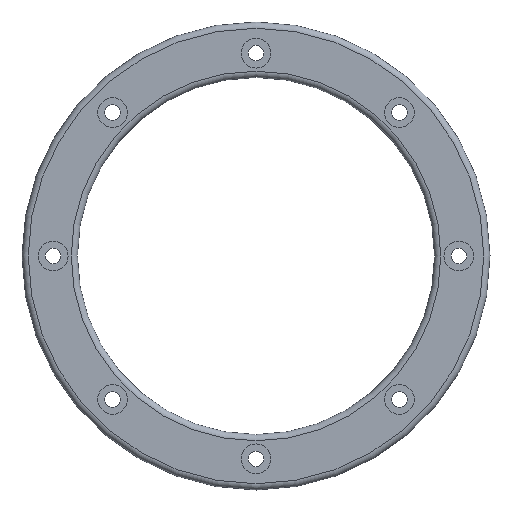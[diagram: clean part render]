
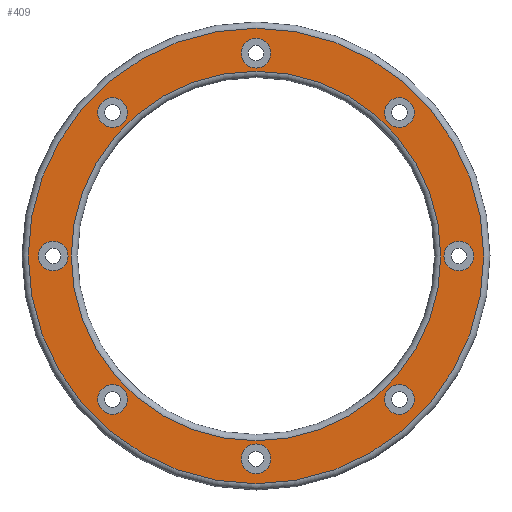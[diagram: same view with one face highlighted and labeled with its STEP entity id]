
A CAD part, left-side view. The second image highlights one B-rep face of the part: STEP entity #409.
In plain terms, the highlighted planar face has unit normal (-1, 0, 0).
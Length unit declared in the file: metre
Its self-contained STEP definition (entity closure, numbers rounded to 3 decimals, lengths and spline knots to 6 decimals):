
#16=PLANE('',#468);
#43=ORIENTED_EDGE('',*,*,#119,.T.);
#44=ORIENTED_EDGE('',*,*,#120,.T.);
#45=ORIENTED_EDGE('',*,*,#121,.T.);
#46=ORIENTED_EDGE('',*,*,#122,.T.);
#47=ORIENTED_EDGE('',*,*,#123,.T.);
#48=ORIENTED_EDGE('',*,*,#124,.T.);
#49=ORIENTED_EDGE('',*,*,#125,.T.);
#50=ORIENTED_EDGE('',*,*,#126,.T.);
#51=ORIENTED_EDGE('',*,*,#127,.T.);
#52=ORIENTED_EDGE('',*,*,#128,.T.);
#119=EDGE_CURVE('',#159,#159,#199,.T.);
#120=EDGE_CURVE('',#160,#160,#200,.F.);
#121=EDGE_CURVE('',#161,#161,#201,.T.);
#122=EDGE_CURVE('',#162,#162,#202,.T.);
#123=EDGE_CURVE('',#163,#163,#203,.T.);
#124=EDGE_CURVE('',#164,#164,#204,.T.);
#125=EDGE_CURVE('',#165,#165,#205,.T.);
#126=EDGE_CURVE('',#166,#166,#206,.T.);
#127=EDGE_CURVE('',#167,#167,#207,.T.);
#128=EDGE_CURVE('',#168,#168,#208,.T.);
#159=VERTEX_POINT('',#703);
#160=VERTEX_POINT('',#705);
#161=VERTEX_POINT('',#707);
#162=VERTEX_POINT('',#709);
#163=VERTEX_POINT('',#711);
#164=VERTEX_POINT('',#713);
#165=VERTEX_POINT('',#715);
#166=VERTEX_POINT('',#717);
#167=VERTEX_POINT('',#719);
#168=VERTEX_POINT('',#721);
#199=CIRCLE('',#469,0.059226);
#200=CIRCLE('',#470,0.073);
#201=CIRCLE('',#471,0.004763);
#202=CIRCLE('',#472,0.004763);
#203=CIRCLE('',#473,0.004763);
#204=CIRCLE('',#474,0.004763);
#205=CIRCLE('',#475,0.004763);
#206=CIRCLE('',#476,0.004763);
#207=CIRCLE('',#477,0.004763);
#208=CIRCLE('',#478,0.004763);
#243=EDGE_LOOP('',(#43));
#244=EDGE_LOOP('',(#44));
#245=EDGE_LOOP('',(#45));
#246=EDGE_LOOP('',(#46));
#247=EDGE_LOOP('',(#47));
#248=EDGE_LOOP('',(#48));
#249=EDGE_LOOP('',(#49));
#250=EDGE_LOOP('',(#50));
#251=EDGE_LOOP('',(#51));
#252=EDGE_LOOP('',(#52));
#323=FACE_BOUND('',#243,.T.);
#324=FACE_BOUND('',#244,.T.);
#325=FACE_BOUND('',#245,.T.);
#326=FACE_BOUND('',#246,.T.);
#327=FACE_BOUND('',#247,.T.);
#328=FACE_BOUND('',#248,.T.);
#329=FACE_BOUND('',#249,.T.);
#330=FACE_BOUND('',#250,.T.);
#331=FACE_BOUND('',#251,.T.);
#332=FACE_BOUND('',#252,.T.);
#409=ADVANCED_FACE('',(#323,#324,#325,#326,#327,#328,#329,#330,#331,#332),
#16,.F.);
#468=AXIS2_PLACEMENT_3D('',#701,#561,#562);
#469=AXIS2_PLACEMENT_3D('',#702,#563,#564);
#470=AXIS2_PLACEMENT_3D('',#704,#565,#566);
#471=AXIS2_PLACEMENT_3D('',#706,#567,#568);
#472=AXIS2_PLACEMENT_3D('',#708,#569,#570);
#473=AXIS2_PLACEMENT_3D('',#710,#571,#572);
#474=AXIS2_PLACEMENT_3D('',#712,#573,#574);
#475=AXIS2_PLACEMENT_3D('',#714,#575,#576);
#476=AXIS2_PLACEMENT_3D('',#716,#577,#578);
#477=AXIS2_PLACEMENT_3D('',#718,#579,#580);
#478=AXIS2_PLACEMENT_3D('',#720,#581,#582);
#561=DIRECTION('',(1.,0.,0.));
#562=DIRECTION('',(0.,1.,0.));
#563=DIRECTION('',(1.,0.,0.));
#564=DIRECTION('',(0.,0.,-1.));
#565=DIRECTION('',(1.,0.,0.));
#566=DIRECTION('',(0.,0.,-1.));
#567=DIRECTION('',(1.,0.,0.));
#568=DIRECTION('',(0.,0.,-1.));
#569=DIRECTION('',(1.,0.,0.));
#570=DIRECTION('',(0.,0.,-1.));
#571=DIRECTION('',(1.,0.,0.));
#572=DIRECTION('',(0.,0.,-1.));
#573=DIRECTION('',(1.,0.,0.));
#574=DIRECTION('',(0.,0.,-1.));
#575=DIRECTION('',(1.,0.,0.));
#576=DIRECTION('',(0.,0.,-1.));
#577=DIRECTION('',(1.,0.,0.));
#578=DIRECTION('',(0.,0.,-1.));
#579=DIRECTION('',(1.,0.,0.));
#580=DIRECTION('',(0.,0.,-1.));
#581=DIRECTION('',(1.,0.,0.));
#582=DIRECTION('',(0.,0.,-1.));
#701=CARTESIAN_POINT('',(-0.005,0.,0.));
#702=CARTESIAN_POINT('',(-0.005,0.,0.));
#703=CARTESIAN_POINT('',(-0.005,0.,-0.059226));
#704=CARTESIAN_POINT('',(-0.005,0.,0.));
#705=CARTESIAN_POINT('',(-0.005,0.,-0.073));
#706=CARTESIAN_POINT('',(-0.005,0.,0.065));
#707=CARTESIAN_POINT('',(-0.005,0.,0.060238));
#708=CARTESIAN_POINT('',(-0.005,-0.045962,0.045962));
#709=CARTESIAN_POINT('',(-0.005,-0.045962,0.041199));
#710=CARTESIAN_POINT('',(-0.005,-0.065,0.));
#711=CARTESIAN_POINT('',(-0.005,-0.065,-0.004763));
#712=CARTESIAN_POINT('',(-0.005,-0.045962,-0.045962));
#713=CARTESIAN_POINT('',(-0.005,-0.045962,-0.050724));
#714=CARTESIAN_POINT('',(-0.005,0.,-0.065));
#715=CARTESIAN_POINT('',(-0.005,0.,-0.069763));
#716=CARTESIAN_POINT('',(-0.005,0.045962,-0.045962));
#717=CARTESIAN_POINT('',(-0.005,0.045962,-0.050724));
#718=CARTESIAN_POINT('',(-0.005,0.065,0.));
#719=CARTESIAN_POINT('',(-0.005,0.065,-0.004763));
#720=CARTESIAN_POINT('',(-0.005,0.045962,0.045962));
#721=CARTESIAN_POINT('',(-0.005,0.045962,0.041199));
